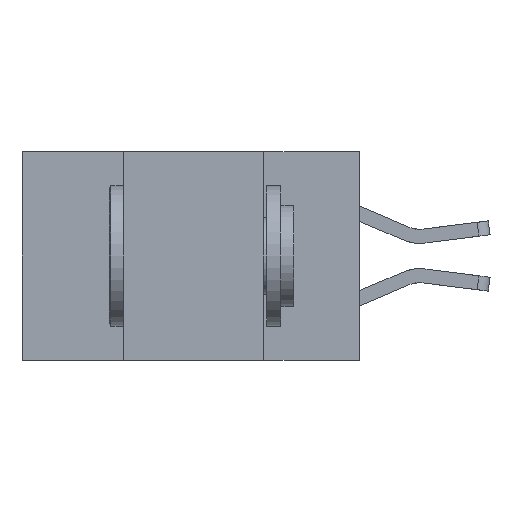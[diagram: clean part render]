
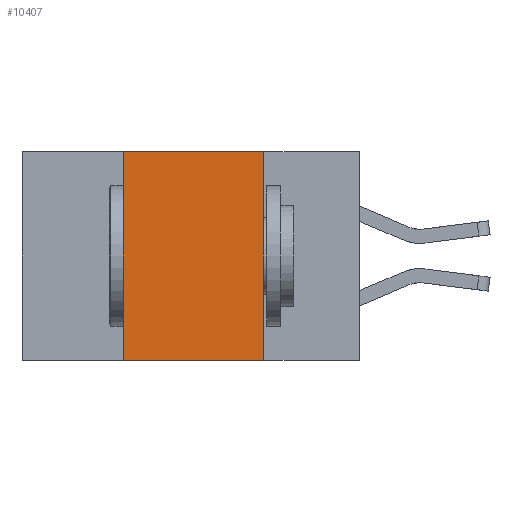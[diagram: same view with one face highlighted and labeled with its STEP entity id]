
A CAD part, left-side view. The second image highlights one B-rep face of the part: STEP entity #10407.
In plain terms, the highlighted planar face has unit normal (-1, 0, 0).
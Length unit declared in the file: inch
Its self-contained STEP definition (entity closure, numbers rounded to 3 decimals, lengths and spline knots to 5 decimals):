
#152 = VECTOR ( 'NONE', #3080, 39.37008 ) ;
#258 = CARTESIAN_POINT ( 'NONE',  ( 0., 0.17, -0.37 ) ) ;
#502 = EDGE_LOOP ( 'NONE', ( #3616, #6041, #1834, #8342 ) ) ;
#1465 = VECTOR ( 'NONE', #9009, 39.37008 ) ;
#1774 = LINE ( 'NONE', #7493, #1465 ) ;
#1834 = ORIENTED_EDGE ( 'NONE', *, *, #8069, .F. ) ;
#1994 = CARTESIAN_POINT ( 'NONE',  ( 0., 0.42, 0. ) ) ;
#2156 = VERTEX_POINT ( 'NONE', #258 ) ;
#3080 = DIRECTION ( 'NONE',  ( 0., -1., 0. ) ) ;
#3136 = VECTOR ( 'NONE', #5801, 39.37008 ) ;
#3404 = LINE ( 'NONE', #6611, #3136 ) ;
#3605 = LINE ( 'NONE', #6760, #9606 ) ;
#3616 = ORIENTED_EDGE ( 'NONE', *, *, #5556, .F. ) ;
#3660 = DIRECTION ( 'NONE',  ( 1., 0., 0. ) ) ;
#4436 = VERTEX_POINT ( 'NONE', #5226 ) ;
#4874 = LINE ( 'NONE', #5563, #152 ) ;
#5226 = CARTESIAN_POINT ( 'NONE',  ( 0., 0.42, -0.37 ) ) ;
#5252 = PLANE ( 'NONE',  #9581 ) ;
#5556 = EDGE_CURVE ( 'NONE', #6701, #2156, #3404, .T. ) ;
#5563 = CARTESIAN_POINT ( 'NONE',  ( 0., 0.6, 0. ) ) ;
#5801 = DIRECTION ( 'NONE',  ( 0., 0., -1. ) ) ;
#6041 = ORIENTED_EDGE ( 'NONE', *, *, #7110, .F. ) ;
#6611 = CARTESIAN_POINT ( 'NONE',  ( 0., 0.17, 0. ) ) ;
#6701 = VERTEX_POINT ( 'NONE', #8122 ) ;
#6760 = CARTESIAN_POINT ( 'NONE',  ( 0., 0.42, 0. ) ) ;
#7110 = EDGE_CURVE ( 'NONE', #8743, #6701, #4874, .T. ) ;
#7493 = CARTESIAN_POINT ( 'NONE',  ( 0., 0.6, -0.37 ) ) ;
#8069 = EDGE_CURVE ( 'NONE', #4436, #8743, #3605, .T. ) ;
#8122 = CARTESIAN_POINT ( 'NONE',  ( 0., 0.17, 0. ) ) ;
#8342 = ORIENTED_EDGE ( 'NONE', *, *, #9698, .T. ) ;
#8419 = CARTESIAN_POINT ( 'NONE',  ( 0., 0.6, 0. ) ) ;
#8743 = VERTEX_POINT ( 'NONE', #1994 ) ;
#9009 = DIRECTION ( 'NONE',  ( 0., -1., 0. ) ) ;
#9058 = DIRECTION ( 'NONE',  ( 0., 0., 1. ) ) ;
#9157 = DIRECTION ( 'NONE',  ( 0., 0., -1. ) ) ;
#9432 = FACE_OUTER_BOUND ( 'NONE', #502, .T. ) ;
#9581 = AXIS2_PLACEMENT_3D ( 'NONE', #8419, #3660, #9157 ) ;
#9606 = VECTOR ( 'NONE', #9058, 39.37008 ) ;
#9698 = EDGE_CURVE ( 'NONE', #4436, #2156, #1774, .T. ) ;
#10407 = ADVANCED_FACE ( 'NONE', ( #9432 ), #5252, .F. ) ;
